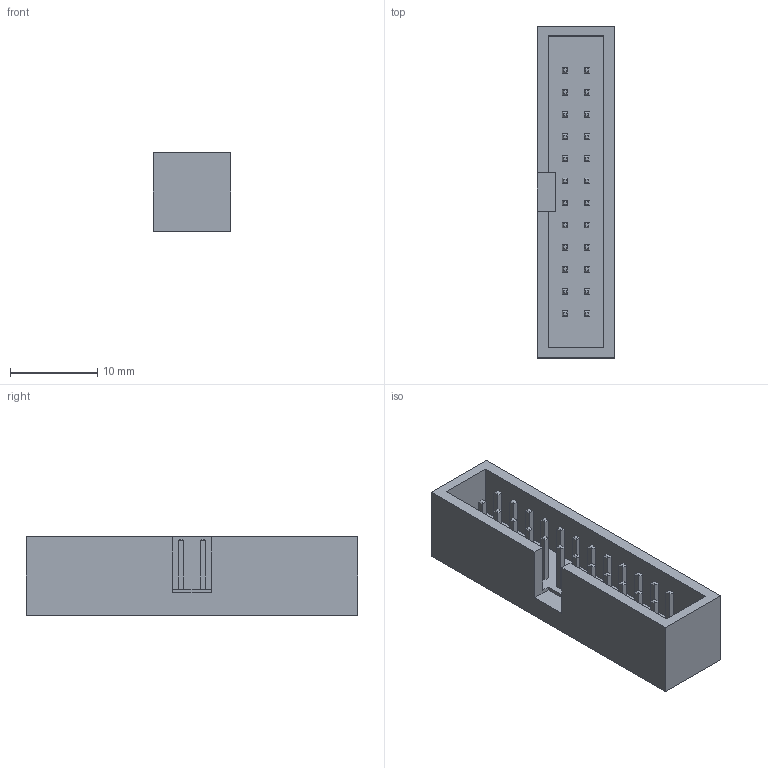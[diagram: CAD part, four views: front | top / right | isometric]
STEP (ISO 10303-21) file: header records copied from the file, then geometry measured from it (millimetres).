
FILE_DESCRIPTION(('STEP AP214'),'1');
FILE_NAME('IDC-Header_2x12_P2.54mm_Vertical.stp','2023-10-12T20:44:31',(' '),(' '),'Spatial InterOp 3D',' ',' ');
FILE_SCHEMA(('AUTOMOTIVE_DESIGN { 1 0 10303 214 1 1 1 1 }'));
Length unit declared in the file: metre
Products named in the file (1): IDC_Header_2x12_P254mm_Vertical_SMD
Bounding box: 8.95 x 38.1 x 9 mm (x, y, z)
Volume: 1721.5 mm3; surface area: 2342.9 mm2
Topology: 1 solids, 1 shells, 232 faces, 522 edges, 316 vertices
Faces by surface type: plane 232
Entity records: 7951 total; most frequent: CARTESIAN_POINT 1071, ORIENTED_EDGE 1044, DIRECTION 988, EDGE_CURVE 522, LINE 522, VECTOR 522, VERTEX_POINT 316, EDGE_LOOP 256
